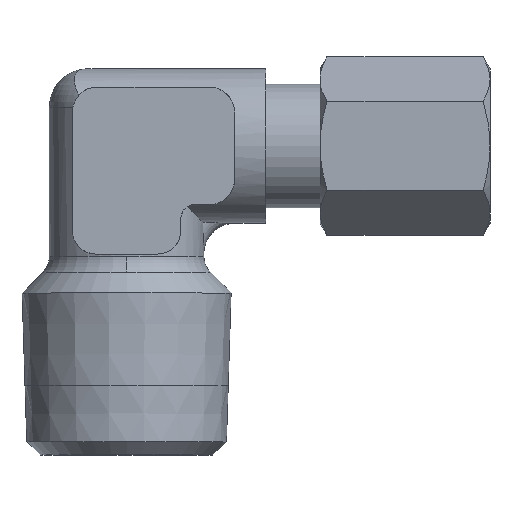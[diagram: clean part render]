
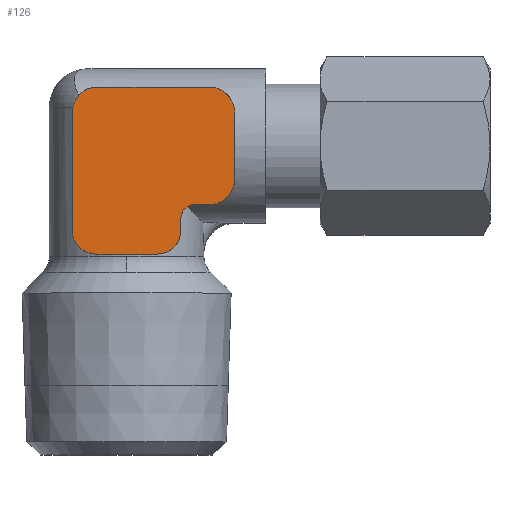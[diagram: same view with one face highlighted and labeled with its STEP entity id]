
A CAD part, top view. The second image highlights one B-rep face of the part: STEP entity #126.
In plain terms, the highlighted planar face has unit normal (0, 0, 1).
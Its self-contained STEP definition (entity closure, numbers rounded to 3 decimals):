
#126=ADVANCED_FACE('',(#306),#307,.T.);
#306=FACE_OUTER_BOUND('',#507,.T.);
#307=PLANE('',#508);
#507=EDGE_LOOP('',(#1163,#1164,#1165,#1166,#1167,#1168,#1169,#1170,#1171,#1172,#1173,#1174,#1175,#1176,#1177,#1178,#1179));
#508=AXIS2_PLACEMENT_3D('',#1180,#1181,#1182);
#1163=ORIENTED_EDGE('',*,*,#1525,.F.);
#1164=ORIENTED_EDGE('',*,*,#1522,.F.);
#1165=ORIENTED_EDGE('',*,*,#1516,.F.);
#1166=ORIENTED_EDGE('',*,*,#1366,.F.);
#1167=ORIENTED_EDGE('',*,*,#1507,.F.);
#1168=ORIENTED_EDGE('',*,*,#1494,.F.);
#1169=ORIENTED_EDGE('',*,*,#1533,.F.);
#1170=ORIENTED_EDGE('',*,*,#1549,.F.);
#1171=ORIENTED_EDGE('',*,*,#1529,.F.);
#1172=ORIENTED_EDGE('',*,*,#1547,.F.);
#1173=ORIENTED_EDGE('',*,*,#1544,.F.);
#1174=ORIENTED_EDGE('',*,*,#1541,.F.);
#1175=ORIENTED_EDGE('',*,*,#1538,.F.);
#1176=ORIENTED_EDGE('',*,*,#1534,.F.);
#1177=ORIENTED_EDGE('',*,*,#1504,.F.);
#1178=ORIENTED_EDGE('',*,*,#1513,.F.);
#1179=ORIENTED_EDGE('',*,*,#1374,.F.);
#1180=CARTESIAN_POINT('',(1.398,18.743,5.0));
#1181=DIRECTION('',(0.0,0.0,1.0));
#1182=DIRECTION('',(1.0,0.0,0.0));
#1366=EDGE_CURVE('',#1648,#1644,#1650,.T.);
#1374=EDGE_CURVE('',#1664,#1660,#1666,.T.);
#1494=EDGE_CURVE('',#1858,#1860,#1861,.T.);
#1504=EDGE_CURVE('',#1874,#1876,#1877,.T.);
#1507=EDGE_CURVE('',#1860,#1648,#1880,.T.);
#1513=EDGE_CURVE('',#1660,#1874,#1888,.T.);
#1516=EDGE_CURVE('',#1644,#1892,#1893,.T.);
#1522=EDGE_CURVE('',#1892,#1709,#1901,.T.);
#1525=EDGE_CURVE('',#1709,#1664,#1904,.T.);
#1529=EDGE_CURVE('',#1907,#1910,#1911,.T.);
#1533=EDGE_CURVE('',#1915,#1858,#1917,.T.);
#1534=EDGE_CURVE('',#1876,#1918,#1919,.T.);
#1538=EDGE_CURVE('',#1918,#1925,#1926,.T.);
#1541=EDGE_CURVE('',#1925,#1930,#1931,.T.);
#1544=EDGE_CURVE('',#1930,#1935,#1936,.T.);
#1547=EDGE_CURVE('',#1935,#1907,#1939,.T.);
#1549=EDGE_CURVE('',#1910,#1915,#1941,.T.);
#1644=VERTEX_POINT('',#2129);
#1648=VERTEX_POINT('',#2149);
#1650=CIRCLE('',#2152,1.698);
#1660=VERTEX_POINT('',#2179);
#1664=VERTEX_POINT('',#2199);
#1666=CIRCLE('',#2202,1.698);
#1709=VERTEX_POINT('',#2351);
#1858=VERTEX_POINT('',#3014);
#1860=VERTEX_POINT('',#3017);
#1861=CIRCLE('',#3018,1.625);
#1874=VERTEX_POINT('',#3038);
#1876=VERTEX_POINT('',#3041);
#1877=LINE('',#3042,#3043);
#1880=LINE('',#3048,#3049);
#1888=CIRCLE('',#3061,1.698);
#1892=VERTEX_POINT('',#3066);
#1893=CIRCLE('',#3067,1.698);
#1901=LINE('',#3078,#3079);
#1904=LINE('',#3084,#3085);
#1907=VERTEX_POINT('',#3090);
#1910=VERTEX_POINT('',#3093);
#1911=LINE('',#3094,#3095);
#1915=VERTEX_POINT('',#3101);
#1917=LINE('',#3104,#3105);
#1918=VERTEX_POINT('',#3106);
#1919=CIRCLE('',#3107,0.961);
#1925=VERTEX_POINT('',#3129);
#1926=LINE('',#3130,#3131);
#1930=VERTEX_POINT('',#3137);
#1931=LINE('',#3138,#3139);
#1935=VERTEX_POINT('',#3162);
#1936=CIRCLE('',#3163,1.5);
#1939=LINE('',#3167,#3168);
#1941=CIRCLE('',#3187,1.5);
#2129=CARTESIAN_POINT('',(7.001,22.124,5.0));
#2149=CARTESIAN_POINT('',(5.5,23.811,5.0));
#2152=AXIS2_PLACEMENT_3D('',#3285,#3286,#3287);
#2179=CARTESIAN_POINT('',(7.001,17.876,5.0));
#2199=CARTESIAN_POINT('',(7.,17.945,5.0));
#2202=AXIS2_PLACEMENT_3D('',#3295,#3296,#3297);
#2351=CARTESIAN_POINT('',(7.,20.0,5.0));
#3014=CARTESIAN_POINT('',(-3.5,22.229,5.0));
#3017=CARTESIAN_POINT('',(-2.,23.811,5.0));
#3018=AXIS2_PLACEMENT_3D('',#3457,#3458,#3459);
#3038=CARTESIAN_POINT('',(5.5,16.189,5.0));
#3041=CARTESIAN_POINT('',(4.5,16.216,5.0));
#3042=CARTESIAN_POINT('',(4.5,16.216,5.0));
#3043=VECTOR('',#3471,1.0);
#3048=CARTESIAN_POINT('',(-2.,23.811,5.0));
#3049=VECTOR('',#3474,1.0);
#3061=AXIS2_PLACEMENT_3D('',#3482,#3483,#3484);
#3066=CARTESIAN_POINT('',(7.,22.055,5.0));
#3067=AXIS2_PLACEMENT_3D('',#3489,#3490,#3491);
#3078=CARTESIAN_POINT('',(7.,17.945,5.0));
#3079=VECTOR('',#3501,1.0);
#3084=CARTESIAN_POINT('',(7.,17.945,5.0));
#3085=VECTOR('',#3504,1.0);
#3090=CARTESIAN_POINT('',(0.0,13.,5.0));
#3093=CARTESIAN_POINT('',(-2.,13.,5.0));
#3094=CARTESIAN_POINT('',(-2.,13.,5.0));
#3095=VECTOR('',#3510,1.0);
#3101=CARTESIAN_POINT('',(-3.5,14.5,5.0));
#3104=CARTESIAN_POINT('',(-3.5,22.229,5.0));
#3105=VECTOR('',#3514,1.0);
#3106=CARTESIAN_POINT('',(3.523,15.451,5.0));
#3107=AXIS2_PLACEMENT_3D('',#3515,#3516,#3517);
#3129=CARTESIAN_POINT('',(3.5,15.233,5.0));
#3130=CARTESIAN_POINT('',(3.523,15.451,5.0));
#3131=VECTOR('',#3522,1.0);
#3137=CARTESIAN_POINT('',(3.5,14.5,5.0));
#3138=CARTESIAN_POINT('',(3.5,15.233,5.0));
#3139=VECTOR('',#3525,1.0);
#3162=CARTESIAN_POINT('',(2.,13.,5.0));
#3163=AXIS2_PLACEMENT_3D('',#3527,#3528,#3529);
#3167=CARTESIAN_POINT('',(-2.,13.,5.0));
#3168=VECTOR('',#3534,1.0);
#3187=AXIS2_PLACEMENT_3D('',#3535,#3536,#3537);
#3285=CARTESIAN_POINT('',(5.303,22.124,5.0));
#3286=DIRECTION('',(0.0,0.0,-1.0));
#3287=DIRECTION('',(1.0,0.0,0.0));
#3295=CARTESIAN_POINT('',(5.303,17.876,5.0));
#3296=DIRECTION('',(0.0,0.0,-1.0));
#3297=DIRECTION('',(1.0,0.0,0.0));
#3457=CARTESIAN_POINT('',(-1.876,22.191,5.0));
#3458=DIRECTION('',(0.0,0.0,-1.0));
#3459=DIRECTION('',(1.0,0.0,0.0));
#3471=DIRECTION('',(-1.,0.027,0.0));
#3474=DIRECTION('',(1.0,0.,0.0));
#3482=CARTESIAN_POINT('',(5.303,17.876,5.0));
#3483=DIRECTION('',(0.0,0.0,-1.0));
#3484=DIRECTION('',(1.0,0.0,0.0));
#3489=CARTESIAN_POINT('',(5.303,22.124,5.0));
#3490=DIRECTION('',(0.0,0.0,-1.0));
#3491=DIRECTION('',(1.0,0.0,0.0));
#3501=DIRECTION('',(0.,-1.0,-0.0));
#3504=DIRECTION('',(0.,-1.0,-0.0));
#3510=DIRECTION('',(-1.0,-0.0,-0.0));
#3514=DIRECTION('',(0.,1.0,0.0));
#3515=CARTESIAN_POINT('',(4.464,15.256,5.0));
#3516=DIRECTION('',(0.0,0.0,1.0));
#3517=DIRECTION('',(1.0,0.0,0.0));
#3522=DIRECTION('',(-0.106,-0.994,0.0));
#3525=DIRECTION('',(0.,-1.0,0.0));
#3527=CARTESIAN_POINT('',(2.,14.5,5.0));
#3528=DIRECTION('',(0.0,0.0,-1.0));
#3529=DIRECTION('',(1.0,0.0,0.0));
#3534=DIRECTION('',(-1.0,-0.0,-0.0));
#3535=CARTESIAN_POINT('',(-2.,14.5,5.0));
#3536=DIRECTION('',(0.0,0.0,-1.0));
#3537=DIRECTION('',(1.0,0.0,0.0));
